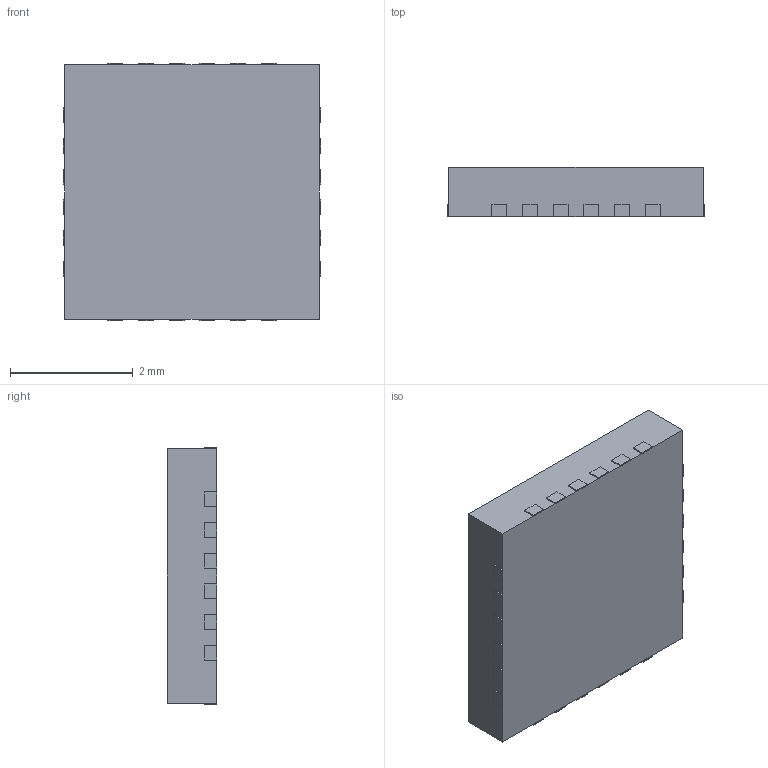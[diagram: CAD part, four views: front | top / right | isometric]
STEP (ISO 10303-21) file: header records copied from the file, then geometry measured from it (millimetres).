
FILE_DESCRIPTION(/* description */ (''),/* implementation_level */ '2;1');
FILE_NAME(/* name */ 'WQFN-24-1EP_4.1x4.1mm_P0.5mm_EP2.45x2.45mm .step',/* time_stamp */ '2019-09-08T20:54:41+01:00',/* author */ (''),/* organization */ (''),/* preprocessor_version */ 'ST-DEVELOPER v18',/* originating_system */ 'Autodesk Translation Framework v8.6.0.1094',/* authorisation */ '');
FILE_SCHEMA (('AUTOMOTIVE_DESIGN { 1 0 10303 214 3 1 1 }'));
Length unit declared in the file: millimetre
Products named in the file (1): WQFN-24-1EP_4.1x4.1mm_P0.5mm_EP2.45x2.45mm
Bounding box: 4.19 x 0.8 x 4.19 mm (x, y, z)
Volume: 13.8 mm3; surface area: 50.5 mm2
Topology: 25 solids, 25 shells, 152 faces, 303 edges, 202 vertices
Faces by surface type: plane 151, cylinder 1
Full cylindrical faces by diameter (mm): 0.284 x1
Entity records: 3872 total; most frequent: CARTESIAN_POINT 658, DIRECTION 611, ORIENTED_EDGE 606, EDGE_CURVE 303, LINE 301, VECTOR 301, VERTEX_POINT 202, AXIS2_PLACEMENT_3D 155
